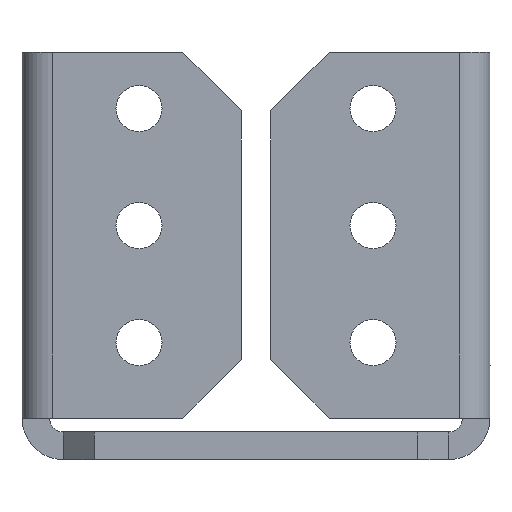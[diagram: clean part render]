
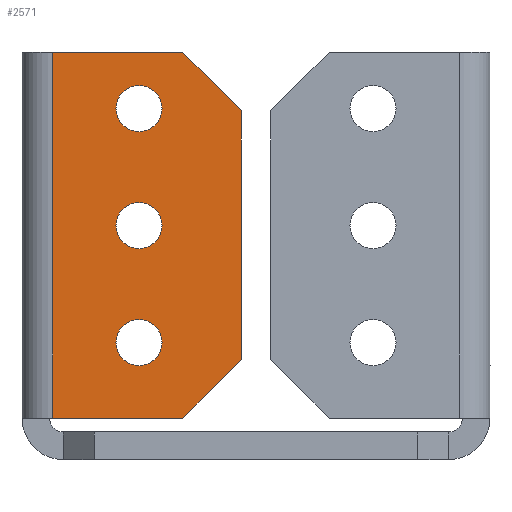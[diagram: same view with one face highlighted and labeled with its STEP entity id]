
A CAD part, front view. The second image highlights one B-rep face of the part: STEP entity #2571.
In plain terms, the highlighted planar face has unit normal (0, -1, 0).
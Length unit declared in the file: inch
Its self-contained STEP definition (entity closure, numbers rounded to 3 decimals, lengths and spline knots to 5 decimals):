
#82 = ORIENTED_EDGE ( 'NONE', *, *, #3151, .T. ) ;
#125 = CARTESIAN_POINT ( 'NONE',  ( -0.86811, -1., 0.17717 ) ) ;
#193 = ORIENTED_EDGE ( 'NONE', *, *, #3101, .F. ) ;
#208 = ORIENTED_EDGE ( 'NONE', *, *, #3394, .F. ) ;
#271 = CIRCLE ( 'NONE', #1835, 0.09843 ) ;
#291 = EDGE_LOOP ( 'NONE', ( #331, #1669 ) ) ;
#331 = ORIENTED_EDGE ( 'NONE', *, *, #3096, .F. ) ;
#367 = DIRECTION ( 'NONE',  ( 0., 1., 0. ) ) ;
#405 = LINE ( 'NONE', #3669, #1456 ) ;
#409 = DIRECTION ( 'NONE',  ( 0., 0., -1. ) ) ;
#415 = DIRECTION ( 'NONE',  ( 0., 0., -1. ) ) ;
#445 = DIRECTION ( 'NONE',  ( 0., -1., 0. ) ) ;
#497 = VECTOR ( 'NONE', #4019, 39.37008 ) ;
#530 = VERTEX_POINT ( 'NONE', #2309 ) ;
#571 = EDGE_CURVE ( 'NONE', #3541, #2229, #1197, .T. ) ;
#574 = VERTEX_POINT ( 'NONE', #3404 ) ;
#619 = VERTEX_POINT ( 'NONE', #3473 ) ;
#630 = PLANE ( 'NONE',  #3395 ) ;
#695 = DIRECTION ( 'NONE',  ( 0., 0., -1. ) ) ;
#705 = VECTOR ( 'NONE', #3407, 39.37008 ) ;
#711 = DIRECTION ( 'NONE',  ( 0., -1., 0. ) ) ;
#755 = DIRECTION ( 'NONE',  ( 0., 0., 1. ) ) ;
#818 = ORIENTED_EDGE ( 'NONE', *, *, #571, .T. ) ;
#839 = CIRCLE ( 'NONE', #1449, 0.09843 ) ;
#961 = EDGE_LOOP ( 'NONE', ( #193, #208 ) ) ;
#1030 = LINE ( 'NONE', #3234, #3538 ) ;
#1050 = LINE ( 'NONE', #2347, #2125 ) ;
#1052 = VERTEX_POINT ( 'NONE', #3830 ) ;
#1065 = DIRECTION ( 'NONE',  ( 0., -1., 0. ) ) ;
#1070 = DIRECTION ( 'NONE',  ( 0., 0., -1. ) ) ;
#1111 = EDGE_CURVE ( 'NONE', #1719, #619, #1557, .T. ) ;
#1115 = AXIS2_PLACEMENT_3D ( 'NONE', #3376, #1065, #2734 ) ;
#1117 = LINE ( 'NONE', #1477, #705 ) ;
#1136 = EDGE_CURVE ( 'NONE', #4121, #574, #3864, .T. ) ;
#1183 = CIRCLE ( 'NONE', #1115, 0.09843 ) ;
#1197 = LINE ( 'NONE', #1501, #1896 ) ;
#1317 = CARTESIAN_POINT ( 'NONE',  ( -0.5, -1., 0.59843 ) ) ;
#1324 = FACE_BOUND ( 'NONE', #2349, .T. ) ;
#1389 = CARTESIAN_POINT ( 'NONE',  ( -0.5, -1., 0.5 ) ) ;
#1408 = LINE ( 'NONE', #2716, #497 ) ;
#1449 = AXIS2_PLACEMENT_3D ( 'NONE', #1389, #2670, #409 ) ;
#1456 = VECTOR ( 'NONE', #2046, 39.37008 ) ;
#1461 = CARTESIAN_POINT ( 'NONE',  ( -0.5, -1., 1.09843 ) ) ;
#1477 = CARTESIAN_POINT ( 'NONE',  ( -0.86811, -1., 1.74 ) ) ;
#1501 = CARTESIAN_POINT ( 'NONE',  ( 0., -1., 0.17717 ) ) ;
#1557 = CIRCLE ( 'NONE', #3866, 0.09843 ) ;
#1634 = DIRECTION ( 'NONE',  ( -1., 0., 0. ) ) ;
#1643 = CARTESIAN_POINT ( 'NONE',  ( -0.3125, -1., 0.17717 ) ) ;
#1669 = ORIENTED_EDGE ( 'NONE', *, *, #1136, .F. ) ;
#1706 = CARTESIAN_POINT ( 'NONE',  ( -0.5, -1., 1.5 ) ) ;
#1719 = VERTEX_POINT ( 'NONE', #1461 ) ;
#1786 = CARTESIAN_POINT ( 'NONE',  ( -0.0625, -1., 1.49 ) ) ;
#1835 = AXIS2_PLACEMENT_3D ( 'NONE', #3084, #711, #415 ) ;
#1892 = AXIS2_PLACEMENT_3D ( 'NONE', #2314, #3609, #695 ) ;
#1896 = VECTOR ( 'NONE', #3974, 39.37008 ) ;
#1909 = FACE_BOUND ( 'NONE', #961, .T. ) ;
#1986 = DIRECTION ( 'NONE',  ( -0.707, 0., 0.707 ) ) ;
#1994 = ORIENTED_EDGE ( 'NONE', *, *, #2550, .T. ) ;
#2046 = DIRECTION ( 'NONE',  ( -1., 0., 0. ) ) ;
#2123 = VERTEX_POINT ( 'NONE', #4145 ) ;
#2125 = VECTOR ( 'NONE', #755, 39.37008 ) ;
#2229 = VERTEX_POINT ( 'NONE', #1643 ) ;
#2279 = ORIENTED_EDGE ( 'NONE', *, *, #4120, .F. ) ;
#2300 = VERTEX_POINT ( 'NONE', #1317 ) ;
#2309 = CARTESIAN_POINT ( 'NONE',  ( -0.86811, -1., 1.74 ) ) ;
#2314 = CARTESIAN_POINT ( 'NONE',  ( -0.5, -1., 1.5 ) ) ;
#2347 = CARTESIAN_POINT ( 'NONE',  ( -0.0625, -1., 0. ) ) ;
#2349 = EDGE_LOOP ( 'NONE', ( #3409, #2551 ) ) ;
#2394 = CARTESIAN_POINT ( 'NONE',  ( -0.5, -1., 1.59843 ) ) ;
#2550 = EDGE_CURVE ( 'NONE', #3636, #2884, #1030, .T. ) ;
#2551 = ORIENTED_EDGE ( 'NONE', *, *, #1111, .F. ) ;
#2571 = ADVANCED_FACE ( 'NONE', ( #1909, #1324, #3215, #3286 ), #630, .F. ) ;
#2670 = DIRECTION ( 'NONE',  ( 0., -1., 0. ) ) ;
#2678 = EDGE_CURVE ( 'NONE', #619, #1719, #271, .T. ) ;
#2716 = CARTESIAN_POINT ( 'NONE',  ( -0.0625, -1., 0.42717 ) ) ;
#2726 = CARTESIAN_POINT ( 'NONE',  ( -0.5, -1., 1. ) ) ;
#2734 = DIRECTION ( 'NONE',  ( 0., 0., -1. ) ) ;
#2789 = CARTESIAN_POINT ( 'NONE',  ( -0.3125, -1., 1.74 ) ) ;
#2849 = ORIENTED_EDGE ( 'NONE', *, *, #3579, .T. ) ;
#2884 = VERTEX_POINT ( 'NONE', #2789 ) ;
#3084 = CARTESIAN_POINT ( 'NONE',  ( -0.5, -1., 1. ) ) ;
#3096 = EDGE_CURVE ( 'NONE', #574, #4121, #3763, .T. ) ;
#3101 = EDGE_CURVE ( 'NONE', #1052, #2300, #839, .T. ) ;
#3151 = EDGE_CURVE ( 'NONE', #2123, #3636, #1050, .T. ) ;
#3170 = ORIENTED_EDGE ( 'NONE', *, *, #3178, .T. ) ;
#3178 = EDGE_CURVE ( 'NONE', #2229, #2123, #1408, .T. ) ;
#3215 = FACE_BOUND ( 'NONE', #291, .T. ) ;
#3234 = CARTESIAN_POINT ( 'NONE',  ( -0.3125, -1., 1.74 ) ) ;
#3286 = FACE_OUTER_BOUND ( 'NONE', #4174, .T. ) ;
#3376 = CARTESIAN_POINT ( 'NONE',  ( -0.5, -1., 0.5 ) ) ;
#3394 = EDGE_CURVE ( 'NONE', #2300, #1052, #1183, .T. ) ;
#3395 = AXIS2_PLACEMENT_3D ( 'NONE', #3565, #367, #1634 ) ;
#3404 = CARTESIAN_POINT ( 'NONE',  ( -0.5, -1., 1.40157 ) ) ;
#3407 = DIRECTION ( 'NONE',  ( 0., 0., 1. ) ) ;
#3409 = ORIENTED_EDGE ( 'NONE', *, *, #2678, .F. ) ;
#3473 = CARTESIAN_POINT ( 'NONE',  ( -0.5, -1., 0.90157 ) ) ;
#3538 = VECTOR ( 'NONE', #1986, 39.37008 ) ;
#3541 = VERTEX_POINT ( 'NONE', #125 ) ;
#3565 = CARTESIAN_POINT ( 'NONE',  ( 0., -1., 0. ) ) ;
#3579 = EDGE_CURVE ( 'NONE', #2884, #530, #405, .T. ) ;
#3609 = DIRECTION ( 'NONE',  ( 0., -1., 0. ) ) ;
#3636 = VERTEX_POINT ( 'NONE', #1786 ) ;
#3649 = DIRECTION ( 'NONE',  ( 0., -1., 0. ) ) ;
#3669 = CARTESIAN_POINT ( 'NONE',  ( 0., -1., 1.74 ) ) ;
#3763 = CIRCLE ( 'NONE', #3899, 0.09843 ) ;
#3830 = CARTESIAN_POINT ( 'NONE',  ( -0.5, -1., 0.40157 ) ) ;
#3864 = CIRCLE ( 'NONE', #1892, 0.09843 ) ;
#3866 = AXIS2_PLACEMENT_3D ( 'NONE', #2726, #3649, #3931 ) ;
#3899 = AXIS2_PLACEMENT_3D ( 'NONE', #1706, #445, #1070 ) ;
#3931 = DIRECTION ( 'NONE',  ( 0., 0., -1. ) ) ;
#3974 = DIRECTION ( 'NONE',  ( 1., 0., 0. ) ) ;
#4019 = DIRECTION ( 'NONE',  ( 0.707, 0., 0.707 ) ) ;
#4120 = EDGE_CURVE ( 'NONE', #3541, #530, #1117, .T. ) ;
#4121 = VERTEX_POINT ( 'NONE', #2394 ) ;
#4145 = CARTESIAN_POINT ( 'NONE',  ( -0.0625, -1., 0.42717 ) ) ;
#4174 = EDGE_LOOP ( 'NONE', ( #82, #1994, #2849, #2279, #818, #3170 ) ) ;
